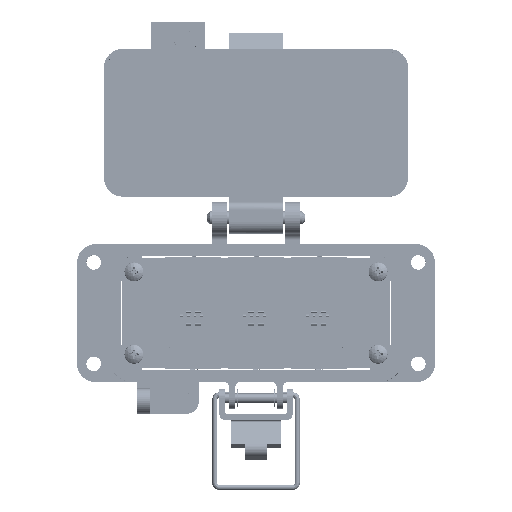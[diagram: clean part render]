
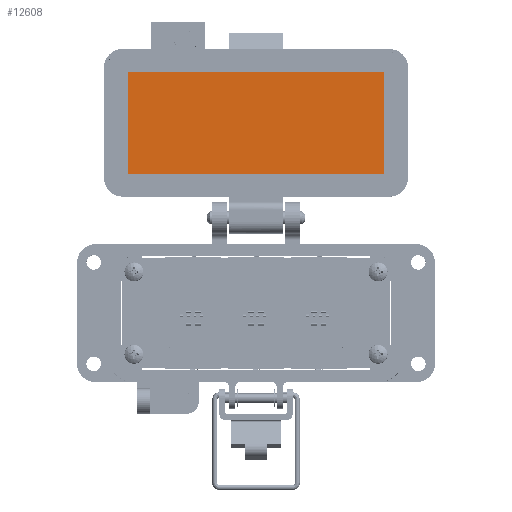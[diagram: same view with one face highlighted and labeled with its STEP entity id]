
A CAD part, top view. The second image highlights one B-rep face of the part: STEP entity #12608.
In plain terms, the highlighted planar face has unit normal (0, 0, 1).
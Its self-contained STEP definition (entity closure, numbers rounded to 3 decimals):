
#1985 = AXIS2_PLACEMENT_3D ( 'NONE', #45441, #7756, #29722 ) ;
#5086 = EDGE_CURVE ( 'NONE', #24808, #6316, #31033, .T. ) ;
#5350 = CARTESIAN_POINT ( 'NONE',  ( -40.25, 67.154, -25.55 ) ) ;
#6316 = VERTEX_POINT ( 'NONE', #41471 ) ;
#6362 = LINE ( 'NONE', #13349, #42229 ) ;
#7756 = DIRECTION ( 'NONE',  ( 0., 0., 1. ) ) ;
#7958 = EDGE_LOOP ( 'NONE', ( #39416, #22231, #21505, #14757 ) ) ;
#12608 = ADVANCED_FACE ( 'NONE', ( #26197 ), #30192, .T. ) ;
#13349 = CARTESIAN_POINT ( 'NONE',  ( 42., 51.154, -25.55 ) ) ;
#14757 = ORIENTED_EDGE ( 'NONE', *, *, #24267, .F. ) ;
#14950 = VERTEX_POINT ( 'NONE', #40032 ) ;
#15629 = CARTESIAN_POINT ( 'NONE',  ( 40.25, 67.154, -25.55 ) ) ;
#18196 = CARTESIAN_POINT ( 'NONE',  ( 40.25, 51.154, -25.55 ) ) ;
#20333 = LINE ( 'NONE', #5350, #48523 ) ;
#21505 = ORIENTED_EDGE ( 'NONE', *, *, #28253, .F. ) ;
#22231 = ORIENTED_EDGE ( 'NONE', *, *, #45558, .F. ) ;
#24267 = EDGE_CURVE ( 'NONE', #6316, #27863, #45612, .T. ) ;
#24808 = VERTEX_POINT ( 'NONE', #46271 ) ;
#26197 = FACE_OUTER_BOUND ( 'NONE', #7958, .T. ) ;
#27863 = VERTEX_POINT ( 'NONE', #18196 ) ;
#28253 = EDGE_CURVE ( 'NONE', #27863, #14950, #6362, .T. ) ;
#28262 = VECTOR ( 'NONE', #31095, 1000. ) ;
#28568 = DIRECTION ( 'NONE',  ( -1., 0., 0. ) ) ;
#29722 = DIRECTION ( 'NONE',  ( 0., -1., 0. ) ) ;
#30192 = PLANE ( 'NONE',  #1985 ) ;
#31033 = LINE ( 'NONE', #32271, #39837 ) ;
#31095 = DIRECTION ( 'NONE',  ( 0., -1., 0. ) ) ;
#32271 = CARTESIAN_POINT ( 'NONE',  ( -8.5, 83.154, -25.55 ) ) ;
#39416 = ORIENTED_EDGE ( 'NONE', *, *, #5086, .F. ) ;
#39749 = DIRECTION ( 'NONE',  ( 1., 0., 0. ) ) ;
#39837 = VECTOR ( 'NONE', #39749, 1000. ) ;
#40032 = CARTESIAN_POINT ( 'NONE',  ( -40.25, 51.154, -25.55 ) ) ;
#41471 = CARTESIAN_POINT ( 'NONE',  ( 40.25, 83.154, -25.55 ) ) ;
#42229 = VECTOR ( 'NONE', #28568, 1000. ) ;
#45441 = CARTESIAN_POINT ( 'NONE',  ( -8.5, 67.154, -25.55 ) ) ;
#45558 = EDGE_CURVE ( 'NONE', #14950, #24808, #20333, .T. ) ;
#45612 = LINE ( 'NONE', #15629, #28262 ) ;
#46271 = CARTESIAN_POINT ( 'NONE',  ( -40.25, 83.154, -25.55 ) ) ;
#47030 = DIRECTION ( 'NONE',  ( 0., 1., 0. ) ) ;
#48523 = VECTOR ( 'NONE', #47030, 1000. ) ;
